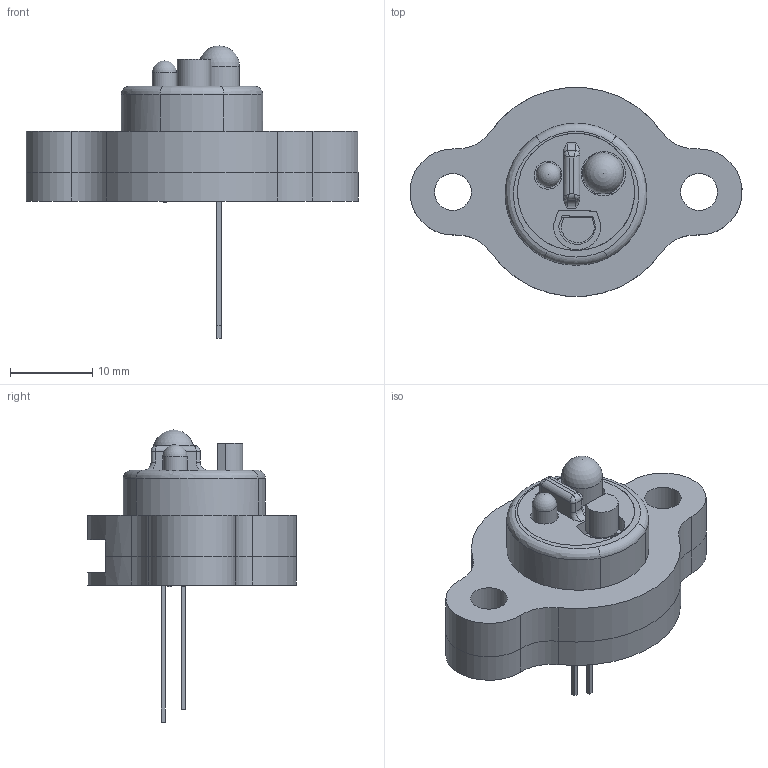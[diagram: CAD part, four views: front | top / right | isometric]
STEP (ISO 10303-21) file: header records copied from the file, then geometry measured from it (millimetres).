
FILE_DESCRIPTION(/* description */ (''),/* implementation_level */ '2;1');
FILE_NAME(/* name */ 'CVT Infrared Sensors (with temperature).step',/* time_stamp */ '2024-03-12T21:47:50-04:00',/* author */ (''),/* organization */ (''),/* preprocessor_version */ 'ST-DEVELOPER v20',/* originating_system */ 'Autodesk Translation Framework v12.14.0.127',/* authorisation */ '');
FILE_SCHEMA (('AUTOMOTIVE_DESIGN { 1 0 10303 214 3 1 1 }'));
Length unit declared in the file: millimetre
Products named in the file (11): CVT Infrared Enclosure; TO92 Transistor TMP36 Temperature Sensor Package; 5mm LED v1; 3mm_LED; 3mm_LED_1; led_energy (1); led_energy; led_pin.1.1.1 (1); led_pin.1.1.1; led_pin.2.1 (1); led_pin.2.1
Assembly tree (10 placements, depth 5):
  CVT Infrared Enclosure
    TO92 Transistor TMP36 Temperature Sensor Package
    5mm LED v1
    3mm_LED
      3mm_LED_1
        led_energy (1)
          led_energy
        led_pin.1.1.1 (1)
          led_pin.1.1.1
        led_pin.2.1 (1)
          led_pin.2.1
Bounding box: 40.46 x 25.41 x 35.6 mm (x, y, z)
Volume: 5158.7 mm3; surface area: 5163.9 mm2
Topology: 8 solids, 8 shells, 323 faces, 854 edges, 558 vertices
Faces by surface type: plane 199, bspline 55, cylinder 50, torus 9, cone 8, sphere 2
Full cylindrical faces by diameter (mm): 2.998 x1, 3.4 x1, 3.643 x1, 4.5 x2, 5 x1, 5.4 x1, 5.5 x2, 6.3 x1, 14.284 x1
Entity records: 13342 total; most frequent: CARTESIAN_POINT 5082, ORIENTED_EDGE 1694, DIRECTION 1454, EDGE_CURVE 847, LINE 584, VECTOR 584, VERTEX_POINT 558, AXIS2_PLACEMENT_3D 435
